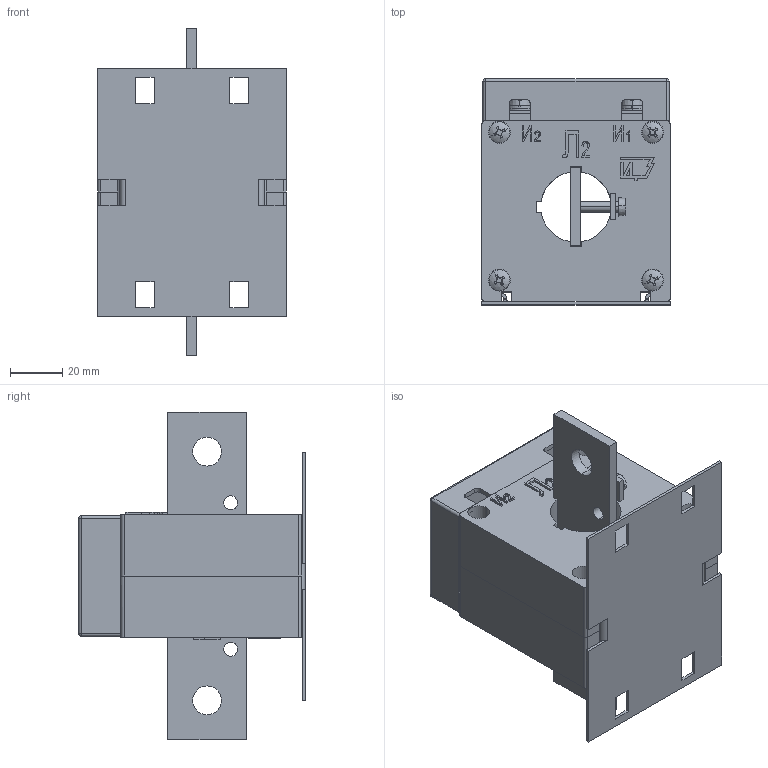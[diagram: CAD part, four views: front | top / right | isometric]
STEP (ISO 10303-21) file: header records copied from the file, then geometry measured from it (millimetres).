
FILE_DESCRIPTION (( 'STEP AP214' ), '1' );
FILE_NAME ('Ò-0,66-2.JPG.STEP', '2023-07-27T06:13:09', ( '' ), ( '' ), 'SwSTEP 2.0', 'SolidWorks 2014', '' );
FILE_SCHEMA (( 'AUTOMOTIVE_DESIGN' ));
Length unit declared in the file: millimetre
Products named in the file (48): ﾘ琺矜 5.65ﾃ.019 ﾃﾎﾑﾒ 6402-70; 妈眚 󊅙6.58.019 梦岩17473-80; 妈眚 󊅠.58.019 梦岩17473-80; 妈眚 󊙅0.58.019 梦岩17473-80; Ãàéêà Ì4.5.019 ÃÎÑÒ5915-70; Øóðóï 2-4õ20.019 ÃÎÑÒ 1144-80; ﾘ琺矜 5.01.019 ﾃﾎﾑﾒ11371-78; ÂÅÈÓ.754312.152 Òàáëè÷êà ïðåäñòàâèòåëüíàÿ; ÂÅÈÓ.685412.034 Ìàãíèòîïðîâîä ñ îáìîòêîé_01; ÂÅÈÓ.757249.004 Ïëàñòèíà êîíòàêòíàÿ; 屡扔.685527.009 罔磬; 屡扔.685527.009 罔磬_-02; ÂÅÈÓ.323293.013 Êðûøêà çàùèòíàÿ; ÂÅÈÓ.323293.013 Êðûøêà çàùèòíàÿ_-02; 屡扔.741131.008 想囗赅; 屡扔.741131.008 想囗赅_-01; ÂÅÈÓ.686171.015 Ïîëóêîðïóñ Ë2 âàð À; ÂÅÈÓ.686171.015 Ïîëóêîðïóñ Ë2 âàð À_-00; ÂÅÈÓ.686171.016 Ïîëóêîðïóñ Ë1 âàð À; 屡扔.711214.003 噪囗弼; 屡扔.711214.003 噪囗弼_-01; ﾒ-0,66-2.JPG; 屡扔.754312.158 亦犭梓赅
Assembly tree (31 placements, depth 3):
  ﾘ琺矜 5.65ﾃ.019 ﾃﾎﾑﾒ 6402-70
  ﾘ琺矜 5.65ﾃ.019 ﾃﾎﾑﾒ 6402-70
  妈眚 󊙅0.58.019 梦岩17473-80
  ﾘ琺矜 5.65ﾃ.019 ﾃﾎﾑﾒ 6402-70
  ﾘ琺矜 5.65ﾃ.019 ﾃﾎﾑﾒ 6402-70
Bounding box: 72 x 86.5 x 125 mm (x, y, z)
Volume: 110267.9 mm3; surface area: 106106.6 mm2
Topology: 30 solids, 30 shells, 1045 faces, 2701 edges, 1743 vertices
Faces by surface type: plane 662, cylinder 241, cone 64, torus 33, bspline 29, sphere 16
Entity records: 27768 total; most frequent: CARTESIAN_POINT 6353, ORIENTED_EDGE 4214, DIRECTION 4086, EDGE_CURVE 2107, LINE 1512, VECTOR 1512, VERTEX_POINT 1366, AXIS2_PLACEMENT_3D 1287
